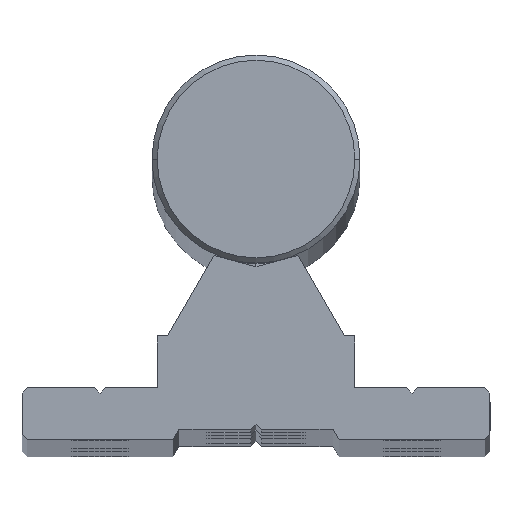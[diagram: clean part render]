
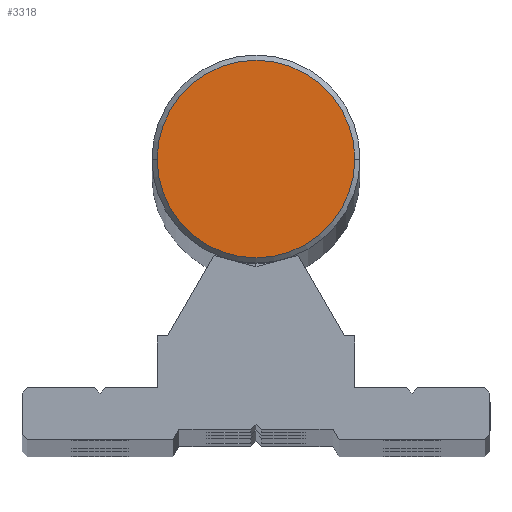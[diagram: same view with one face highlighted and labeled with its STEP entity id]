
A CAD part, top view. The second image highlights one B-rep face of the part: STEP entity #3318.
In plain terms, the highlighted planar face has unit normal (0, 0, 1).
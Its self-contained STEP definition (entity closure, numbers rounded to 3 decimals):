
#438 = FACE_OUTER_BOUND ( 'NONE', #12644, .T. ) ;
#698 = ORIENTED_EDGE ( 'NONE', *, *, #10802, .T. ) ;
#1178 = AXIS2_PLACEMENT_3D ( 'NONE', #6870, #9220, #6962 ) ;
#1646 = VERTEX_POINT ( 'NONE', #10030 ) ;
#2034 = DIRECTION ( 'NONE',  ( 1., 0., 0. ) ) ;
#3318 = ADVANCED_FACE ( 'NONE', ( #438 ), #9405, .T. ) ;
#4744 = CARTESIAN_POINT ( 'NONE',  ( -9.5, 0., 695. ) ) ;
#5139 = CIRCLE ( 'NONE', #1178, 9.5 ) ;
#5649 = ORIENTED_EDGE ( 'NONE', *, *, #10529, .T. ) ;
#5977 = CIRCLE ( 'NONE', #6042, 9.5 ) ;
#6042 = AXIS2_PLACEMENT_3D ( 'NONE', #7379, #9598, #2034 ) ;
#6870 = CARTESIAN_POINT ( 'NONE',  ( 0., 0., 695. ) ) ;
#6962 = DIRECTION ( 'NONE',  ( 1., 0., 0. ) ) ;
#7379 = CARTESIAN_POINT ( 'NONE',  ( 0., 0., 695. ) ) ;
#7558 = CARTESIAN_POINT ( 'NONE',  ( 0., 0., 695. ) ) ;
#8570 = DIRECTION ( 'NONE',  ( 1., 0., 0. ) ) ;
#9136 = VERTEX_POINT ( 'NONE', #4744 ) ;
#9220 = DIRECTION ( 'NONE',  ( 0., 0., 1. ) ) ;
#9405 = PLANE ( 'NONE',  #9627 ) ;
#9598 = DIRECTION ( 'NONE',  ( 0., 0., 1. ) ) ;
#9627 = AXIS2_PLACEMENT_3D ( 'NONE', #7558, #11814, #8570 ) ;
#10030 = CARTESIAN_POINT ( 'NONE',  ( 9.5, 0., 695. ) ) ;
#10529 = EDGE_CURVE ( 'NONE', #9136, #1646, #5139, .T. ) ;
#10802 = EDGE_CURVE ( 'NONE', #1646, #9136, #5977, .T. ) ;
#11814 = DIRECTION ( 'NONE',  ( 0., 0., 1. ) ) ;
#12644 = EDGE_LOOP ( 'NONE', ( #5649, #698 ) ) ;
